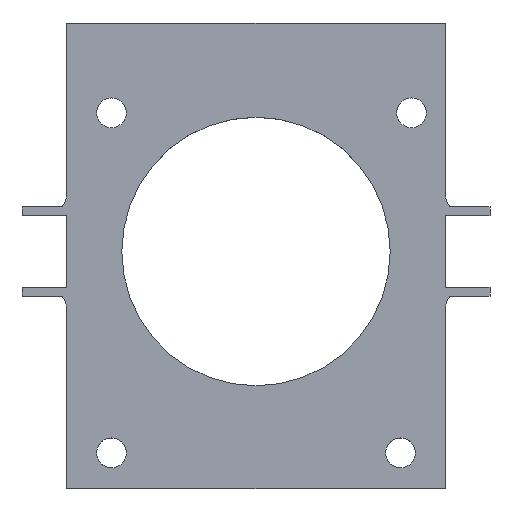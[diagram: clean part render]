
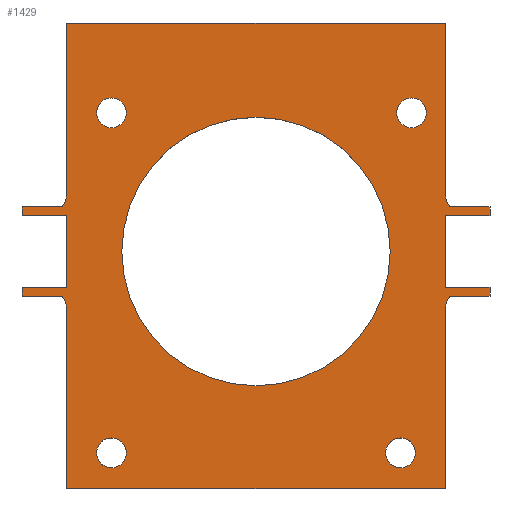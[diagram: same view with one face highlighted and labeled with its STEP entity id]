
A CAD part, top view. The second image highlights one B-rep face of the part: STEP entity #1429.
In plain terms, the highlighted planar face has unit normal (0, 0, 1).
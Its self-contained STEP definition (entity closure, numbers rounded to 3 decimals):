
#158=DIRECTION('',(0.,1.,0.));
#159=VECTOR('',#158,19.995);
#160=CARTESIAN_POINT('',(42.3,-47.,5.));
#161=LINE('',#160,#159);
#290=CARTESIAN_POINT('',(21.15,-20.5,5.));
#291=DIRECTION('',(0.,0.,-1.));
#292=DIRECTION('',(0.,-1.,0.));
#293=AXIS2_PLACEMENT_3D('',#290,#291,#292);
#295=CARTESIAN_POINT('',(21.15,-20.5,5.));
#296=DIRECTION('',(0.,0.,-1.));
#297=DIRECTION('',(0.,1.,0.));
#298=AXIS2_PLACEMENT_3D('',#295,#296,#297);
#300=CARTESIAN_POINT('',(-2.515,-27.005,5.));
#301=DIRECTION('',(0.,0.,-1.));
#302=DIRECTION('',(0.801,0.598,0.));
#303=AXIS2_PLACEMENT_3D('',#300,#301,#302);
#305=DIRECTION('',(-1.,0.,0.));
#306=VECTOR('',#305,4.5);
#307=CARTESIAN_POINT('',(-0.5,-25.5,5.));
#308=LINE('',#307,#306);
#309=DIRECTION('',(0.,-1.,0.));
#310=VECTOR('',#309,8.);
#311=CARTESIAN_POINT('',(0.,-16.5,5.));
#312=LINE('',#311,#310);
#313=DIRECTION('',(-1.,0.,0.));
#314=VECTOR('',#313,5.);
#315=CARTESIAN_POINT('',(0.,-16.5,5.));
#316=LINE('',#315,#314);
#317=CARTESIAN_POINT('',(-2.515,-13.995,5.));
#318=DIRECTION('',(0.,0.,-1.));
#319=DIRECTION('',(1.,0.,0.));
#320=AXIS2_PLACEMENT_3D('',#317,#318,#319);
#322=DIRECTION('',(0.,-1.,0.));
#323=VECTOR('',#322,18.995);
#324=CARTESIAN_POINT('',(0.,5.,5.));
#325=LINE('',#324,#323);
#326=DIRECTION('',(-1.,0.,0.));
#327=VECTOR('',#326,42.3);
#328=CARTESIAN_POINT('',(42.3,5.,5.));
#329=LINE('',#328,#327);
#330=DIRECTION('',(0.,1.,0.));
#331=VECTOR('',#330,18.995);
#332=CARTESIAN_POINT('',(42.3,-13.995,5.));
#333=LINE('',#332,#331);
#334=CARTESIAN_POINT('',(44.815,-13.995,5.));
#335=DIRECTION('',(0.,0.,1.));
#336=DIRECTION('',(-1.,0.,0.));
#337=AXIS2_PLACEMENT_3D('',#334,#335,#336);
#339=DIRECTION('',(1.,0.,0.));
#340=VECTOR('',#339,4.5);
#341=CARTESIAN_POINT('',(42.8,-15.5,5.));
#342=LINE('',#341,#340);
#343=DIRECTION('',(0.,1.,0.));
#344=VECTOR('',#343,8.);
#345=CARTESIAN_POINT('',(42.3,-24.5,5.));
#346=LINE('',#345,#344);
#347=DIRECTION('',(1.,0.,0.));
#348=VECTOR('',#347,5.);
#349=CARTESIAN_POINT('',(42.3,-24.5,5.));
#350=LINE('',#349,#348);
#351=CARTESIAN_POINT('',(44.815,-27.005,5.));
#352=DIRECTION('',(0.,0.,1.));
#353=DIRECTION('',(-0.801,0.598,0.));
#354=AXIS2_PLACEMENT_3D('',#351,#352,#353);
#356=CARTESIAN_POINT('',(5.,-43.,5.));
#357=DIRECTION('',(0.,0.,1.));
#358=DIRECTION('',(0.,1.,0.));
#359=AXIS2_PLACEMENT_3D('',#356,#357,#358);
#361=CARTESIAN_POINT('',(5.,-43.,5.));
#362=DIRECTION('',(0.,0.,1.));
#363=DIRECTION('',(0.,-1.,0.));
#364=AXIS2_PLACEMENT_3D('',#361,#362,#363);
#366=CARTESIAN_POINT('',(37.3,-43.,5.));
#367=DIRECTION('',(0.,0.,1.));
#368=DIRECTION('',(0.,1.,0.));
#369=AXIS2_PLACEMENT_3D('',#366,#367,#368);
#371=CARTESIAN_POINT('',(37.3,-43.,5.));
#372=DIRECTION('',(0.,0.,1.));
#373=DIRECTION('',(0.,-1.,0.));
#374=AXIS2_PLACEMENT_3D('',#371,#372,#373);
#376=CARTESIAN_POINT('',(38.529,-5.,5.));
#377=DIRECTION('',(0.,0.,1.));
#378=DIRECTION('',(0.,1.,0.));
#379=AXIS2_PLACEMENT_3D('',#376,#377,#378);
#381=CARTESIAN_POINT('',(38.529,-5.,5.));
#382=DIRECTION('',(0.,0.,1.));
#383=DIRECTION('',(0.,-1.,0.));
#384=AXIS2_PLACEMENT_3D('',#381,#382,#383);
#386=CARTESIAN_POINT('',(4.999,-5.,5.));
#387=DIRECTION('',(0.,0.,1.));
#388=DIRECTION('',(0.,1.,0.));
#389=AXIS2_PLACEMENT_3D('',#386,#387,#388);
#391=CARTESIAN_POINT('',(4.999,-5.,5.));
#392=DIRECTION('',(0.,0.,1.));
#393=DIRECTION('',(0.,-1.,0.));
#394=AXIS2_PLACEMENT_3D('',#391,#392,#393);
#400=DIRECTION('',(-1.,0.,0.));
#401=VECTOR('',#400,42.3);
#402=CARTESIAN_POINT('',(42.3,-47.,5.));
#403=LINE('',#402,#401);
#499=DIRECTION('',(0.,-1.,0.));
#500=VECTOR('',#499,19.995);
#501=CARTESIAN_POINT('',(0.,-27.005,5.));
#502=LINE('',#501,#500);
#507=DIRECTION('',(-1.,0.,0.));
#508=VECTOR('',#507,5.);
#509=CARTESIAN_POINT('',(0.,-24.5,5.));
#510=LINE('',#509,#508);
#529=DIRECTION('',(0.,1.,0.));
#530=VECTOR('',#529,1.);
#531=CARTESIAN_POINT('',(-5.,-25.5,5.));
#532=LINE('',#531,#530);
#549=DIRECTION('',(0.,1.,0.));
#550=VECTOR('',#549,1.);
#551=CARTESIAN_POINT('',(-5.,-16.5,5.));
#552=LINE('',#551,#550);
#615=DIRECTION('',(-1.,0.,0.));
#616=VECTOR('',#615,4.5);
#617=CARTESIAN_POINT('',(-0.5,-15.5,5.));
#618=LINE('',#617,#616);
#693=DIRECTION('',(1.,0.,0.));
#694=VECTOR('',#693,4.5);
#695=CARTESIAN_POINT('',(42.8,-25.5,5.));
#696=LINE('',#695,#694);
#705=DIRECTION('',(1.,0.,0.));
#706=VECTOR('',#705,5.);
#707=CARTESIAN_POINT('',(42.3,-16.5,5.));
#708=LINE('',#707,#706);
#719=DIRECTION('',(0.,-1.,0.));
#720=VECTOR('',#719,1.);
#721=CARTESIAN_POINT('',(47.3,-24.5,5.));
#722=LINE('',#721,#720);
#739=DIRECTION('',(0.,-1.,0.));
#740=VECTOR('',#739,1.);
#741=CARTESIAN_POINT('',(47.3,-15.5,5.));
#742=LINE('',#741,#740);
#775=CARTESIAN_POINT('',(42.3,5.,5.));
#776=CARTESIAN_POINT('',(0.,5.,5.));
#777=VERTEX_POINT('',#775);
#778=VERTEX_POINT('',#776);
#815=CARTESIAN_POINT('',(21.15,-35.5,5.));
#816=CARTESIAN_POINT('',(21.15,-5.5,5.));
#817=VERTEX_POINT('',#815);
#818=VERTEX_POINT('',#816);
#831=CARTESIAN_POINT('',(-5.,-25.5,5.));
#832=VERTEX_POINT('',#831);
#833=CARTESIAN_POINT('',(-5.,-24.5,5.));
#834=VERTEX_POINT('',#833);
#836=CARTESIAN_POINT('',(-5.,-16.5,5.));
#838=VERTEX_POINT('',#836);
#839=CARTESIAN_POINT('',(-5.,-15.5,5.));
#840=VERTEX_POINT('',#839);
#843=CARTESIAN_POINT('',(0.,-24.5,5.));
#845=VERTEX_POINT('',#843);
#847=CARTESIAN_POINT('',(0.,-16.5,5.));
#849=VERTEX_POINT('',#847);
#867=CARTESIAN_POINT('',(0.,-13.995,5.));
#868=VERTEX_POINT('',#867);
#875=CARTESIAN_POINT('',(-0.5,-25.5,5.));
#876=VERTEX_POINT('',#875);
#877=CARTESIAN_POINT('',(-0.5,-15.5,5.));
#878=VERTEX_POINT('',#877);
#880=CARTESIAN_POINT('',(0.,-27.005,5.));
#882=VERTEX_POINT('',#880);
#883=CARTESIAN_POINT('',(47.3,-24.5,5.));
#884=CARTESIAN_POINT('',(47.3,-25.5,5.));
#885=VERTEX_POINT('',#883);
#886=VERTEX_POINT('',#884);
#891=CARTESIAN_POINT('',(47.3,-16.5,5.));
#893=VERTEX_POINT('',#891);
#897=CARTESIAN_POINT('',(47.3,-15.5,5.));
#898=VERTEX_POINT('',#897);
#899=CARTESIAN_POINT('',(42.3,-24.5,5.));
#901=VERTEX_POINT('',#899);
#903=CARTESIAN_POINT('',(42.3,-16.5,5.));
#905=VERTEX_POINT('',#903);
#923=CARTESIAN_POINT('',(42.3,-13.995,5.));
#925=VERTEX_POINT('',#923);
#927=CARTESIAN_POINT('',(42.3,-27.005,5.));
#929=VERTEX_POINT('',#927);
#931=CARTESIAN_POINT('',(42.8,-25.5,5.));
#933=VERTEX_POINT('',#931);
#935=CARTESIAN_POINT('',(42.8,-15.5,5.));
#937=VERTEX_POINT('',#935);
#939=CARTESIAN_POINT('',(42.3,-47.,5.));
#940=CARTESIAN_POINT('',(0.,-47.,5.));
#941=VERTEX_POINT('',#939);
#942=VERTEX_POINT('',#940);
#955=CARTESIAN_POINT('',(5.,-41.335,5.));
#956=CARTESIAN_POINT('',(5.,-44.665,5.));
#957=VERTEX_POINT('',#955);
#958=VERTEX_POINT('',#956);
#959=CARTESIAN_POINT('',(37.3,-41.335,5.));
#960=CARTESIAN_POINT('',(37.3,-44.665,5.));
#961=VERTEX_POINT('',#959);
#962=VERTEX_POINT('',#960);
#975=CARTESIAN_POINT('',(38.529,-3.335,5.));
#976=CARTESIAN_POINT('',(38.529,-6.665,5.));
#977=VERTEX_POINT('',#975);
#978=VERTEX_POINT('',#976);
#979=CARTESIAN_POINT('',(4.999,-3.335,5.));
#980=CARTESIAN_POINT('',(4.999,-6.665,5.));
#981=VERTEX_POINT('',#979);
#982=VERTEX_POINT('',#980);
#1351=CARTESIAN_POINT('',(0.,0.,5.));
#1352=DIRECTION('',(0.,0.,1.));
#1353=DIRECTION('',(-1.,0.,0.));
#1354=AXIS2_PLACEMENT_3D('',#1351,#1352,#1353);
#1355=PLANE('',#1354);
#1356=ORIENTED_EDGE('',*,*,#1221,.F.);
#1358=ORIENTED_EDGE('',*,*,#1357,.T.);
#1360=ORIENTED_EDGE('',*,*,#1359,.F.);
#1362=ORIENTED_EDGE('',*,*,#1361,.F.);
#1364=ORIENTED_EDGE('',*,*,#1363,.T.);
#1366=ORIENTED_EDGE('',*,*,#1365,.T.);
#1368=ORIENTED_EDGE('',*,*,#1367,.F.);
#1370=ORIENTED_EDGE('',*,*,#1369,.F.);
#1372=ORIENTED_EDGE('',*,*,#1371,.T.);
#1374=ORIENTED_EDGE('',*,*,#1373,.T.);
#1376=ORIENTED_EDGE('',*,*,#1375,.F.);
#1378=ORIENTED_EDGE('',*,*,#1377,.F.);
#1380=ORIENTED_EDGE('',*,*,#1379,.F.);
#1381=ORIENTED_EDGE('',*,*,#1062,.F.);
#1382=ORIENTED_EDGE('',*,*,#1200,.F.);
#1384=ORIENTED_EDGE('',*,*,#1383,.T.);
#1386=ORIENTED_EDGE('',*,*,#1385,.T.);
#1388=ORIENTED_EDGE('',*,*,#1387,.T.);
#1390=ORIENTED_EDGE('',*,*,#1389,.F.);
#1391=ORIENTED_EDGE('',*,*,#1184,.F.);
#1392=ORIENTED_EDGE('',*,*,#1242,.T.);
#1394=ORIENTED_EDGE('',*,*,#1393,.T.);
#1396=ORIENTED_EDGE('',*,*,#1395,.F.);
#1398=ORIENTED_EDGE('',*,*,#1397,.T.);
#1399=EDGE_LOOP('',(#1356,#1358,#1360,#1362,#1364,#1366,#1368,#1370,#1372,#1374,
#1376,#1378,#1380,#1381,#1382,#1384,#1386,#1388,#1390,#1391,#1392,#1394,#1396,
#1398));
#1400=FACE_OUTER_BOUND('',#1399,.F.);
#1401=ORIENTED_EDGE('',*,*,#1331,.F.);
#1402=ORIENTED_EDGE('',*,*,#1345,.F.);
#1403=EDGE_LOOP('',(#1401,#1402));
#1404=FACE_BOUND('',#1403,.F.);
#1406=ORIENTED_EDGE('',*,*,#1405,.T.);
#1408=ORIENTED_EDGE('',*,*,#1407,.T.);
#1409=EDGE_LOOP('',(#1406,#1408));
#1410=FACE_BOUND('',#1409,.F.);
#1412=ORIENTED_EDGE('',*,*,#1411,.T.);
#1414=ORIENTED_EDGE('',*,*,#1413,.T.);
#1415=EDGE_LOOP('',(#1412,#1414));
#1416=FACE_BOUND('',#1415,.F.);
#1418=ORIENTED_EDGE('',*,*,#1417,.T.);
#1420=ORIENTED_EDGE('',*,*,#1419,.T.);
#1421=EDGE_LOOP('',(#1418,#1420));
#1422=FACE_BOUND('',#1421,.F.);
#1424=ORIENTED_EDGE('',*,*,#1423,.T.);
#1426=ORIENTED_EDGE('',*,*,#1425,.T.);
#1427=EDGE_LOOP('',(#1424,#1426));
#1428=FACE_BOUND('',#1427,.F.);
#1429=ADVANCED_FACE('',(#1400,#1404,#1410,#1416,#1422,#1428),#1355,.T.);
#294=CIRCLE('',#293,15.);
#299=CIRCLE('',#298,15.);
#304=CIRCLE('',#303,2.515);
#321=CIRCLE('',#320,2.515);
#338=CIRCLE('',#337,2.515);
#355=CIRCLE('',#354,2.515);
#360=CIRCLE('',#359,1.665);
#365=CIRCLE('',#364,1.665);
#370=CIRCLE('',#369,1.665);
#375=CIRCLE('',#374,1.665);
#380=CIRCLE('',#379,1.665);
#385=CIRCLE('',#384,1.665);
#390=CIRCLE('',#389,1.665);
#395=CIRCLE('',#394,1.665);
#1062=EDGE_CURVE('',#777,#778,#329,.T.);
#1184=EDGE_CURVE('',#901,#905,#346,.T.);
#1200=EDGE_CURVE('',#925,#777,#333,.T.);
#1221=EDGE_CURVE('',#941,#929,#161,.T.);
#1242=EDGE_CURVE('',#901,#885,#350,.T.);
#1331=EDGE_CURVE('',#817,#818,#294,.T.);
#1345=EDGE_CURVE('',#818,#817,#299,.T.);
#1357=EDGE_CURVE('',#941,#942,#403,.T.);
#1359=EDGE_CURVE('',#882,#942,#502,.T.);
#1361=EDGE_CURVE('',#876,#882,#304,.T.);
#1363=EDGE_CURVE('',#876,#832,#308,.T.);
#1365=EDGE_CURVE('',#832,#834,#532,.T.);
#1367=EDGE_CURVE('',#845,#834,#510,.T.);
#1369=EDGE_CURVE('',#849,#845,#312,.T.);
#1371=EDGE_CURVE('',#849,#838,#316,.T.);
#1373=EDGE_CURVE('',#838,#840,#552,.T.);
#1375=EDGE_CURVE('',#878,#840,#618,.T.);
#1377=EDGE_CURVE('',#868,#878,#321,.T.);
#1379=EDGE_CURVE('',#778,#868,#325,.T.);
#1383=EDGE_CURVE('',#925,#937,#338,.T.);
#1385=EDGE_CURVE('',#937,#898,#342,.T.);
#1387=EDGE_CURVE('',#898,#893,#742,.T.);
#1389=EDGE_CURVE('',#905,#893,#708,.T.);
#1393=EDGE_CURVE('',#885,#886,#722,.T.);
#1395=EDGE_CURVE('',#933,#886,#696,.T.);
#1397=EDGE_CURVE('',#933,#929,#355,.T.);
#1405=EDGE_CURVE('',#957,#958,#360,.T.);
#1407=EDGE_CURVE('',#958,#957,#365,.T.);
#1411=EDGE_CURVE('',#961,#962,#370,.T.);
#1413=EDGE_CURVE('',#962,#961,#375,.T.);
#1417=EDGE_CURVE('',#977,#978,#380,.T.);
#1419=EDGE_CURVE('',#978,#977,#385,.T.);
#1423=EDGE_CURVE('',#981,#982,#390,.T.);
#1425=EDGE_CURVE('',#982,#981,#395,.T.);
